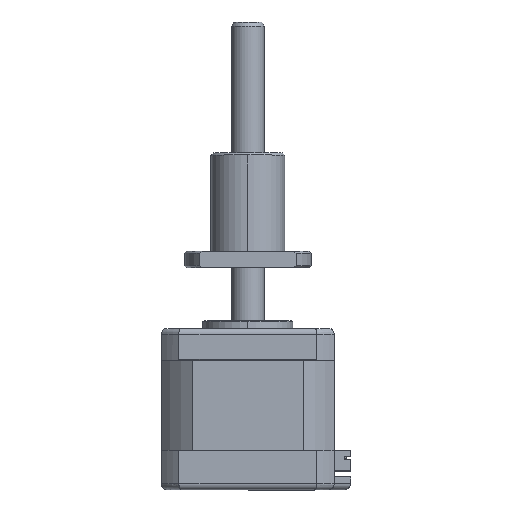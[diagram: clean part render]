
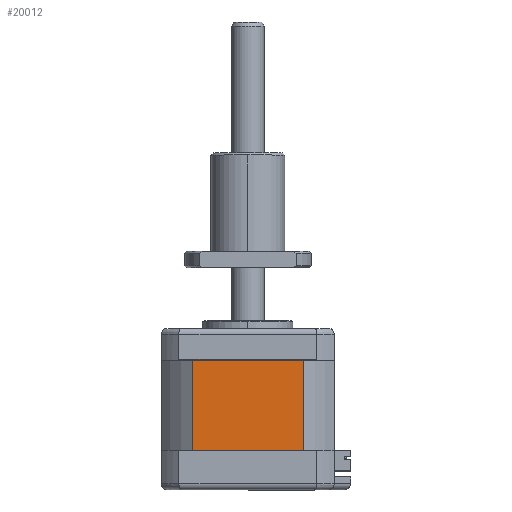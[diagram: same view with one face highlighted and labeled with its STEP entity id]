
A CAD part, top view. The second image highlights one B-rep face of the part: STEP entity #20012.
In plain terms, the highlighted planar face has unit normal (0, 0, 1).
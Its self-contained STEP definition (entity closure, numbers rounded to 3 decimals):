
#1252 = DIRECTION ( 'NONE',  ( 0., 0., -1. ) ) ;
#1402 = CARTESIAN_POINT ( 'NONE',  ( -18.303, 10.193, 37.738 ) ) ;
#2313 = CARTESIAN_POINT ( 'NONE',  ( 8.885, -11.807, 37.738 ) ) ;
#3273 = AXIS2_PLACEMENT_3D ( 'NONE', #15716, #1252, #29614 ) ;
#3414 = VECTOR ( 'NONE', #45355, 1000. ) ;
#4050 = VERTEX_POINT ( 'NONE', #45780 ) ;
#4777 = LINE ( 'NONE', #16220, #30831 ) ;
#5236 = DIRECTION ( 'NONE',  ( 0., 1., 0. ) ) ;
#6138 = EDGE_CURVE ( 'NONE', #15258, #4050, #21218, .T. ) ;
#7383 = FACE_OUTER_BOUND ( 'NONE', #43514, .T. ) ;
#7736 = EDGE_CURVE ( 'NONE', #4050, #20022, #4777, .T. ) ;
#9210 = ORIENTED_EDGE ( 'NONE', *, *, #20445, .F. ) ;
#10931 = ORIENTED_EDGE ( 'NONE', *, *, #7736, .T. ) ;
#13441 = LINE ( 'NONE', #17078, #3414 ) ;
#15258 = VERTEX_POINT ( 'NONE', #43271 ) ;
#15377 = CARTESIAN_POINT ( 'NONE',  ( -18.303, -11.807, 37.738 ) ) ;
#15661 = VECTOR ( 'NONE', #26515, 1000. ) ;
#15716 = CARTESIAN_POINT ( 'NONE',  ( 8.885, -11.807, 37.738 ) ) ;
#16220 = CARTESIAN_POINT ( 'NONE',  ( 8.885, 10.193, 37.738 ) ) ;
#17078 = CARTESIAN_POINT ( 'NONE',  ( 8.885, -11.807, 37.738 ) ) ;
#20012 = ADVANCED_FACE ( 'NONE', ( #7383 ), #32890, .F. ) ;
#20022 = VERTEX_POINT ( 'NONE', #1402 ) ;
#20445 = EDGE_CURVE ( 'NONE', #15258, #35914, #13441, .T. ) ;
#20961 = ORIENTED_EDGE ( 'NONE', *, *, #6138, .T. ) ;
#21218 = LINE ( 'NONE', #2313, #15661 ) ;
#24964 = ORIENTED_EDGE ( 'NONE', *, *, #36278, .F. ) ;
#26515 = DIRECTION ( 'NONE',  ( 0., 1., 0. ) ) ;
#29614 = DIRECTION ( 'NONE',  ( 1., 0., 0. ) ) ;
#30831 = VECTOR ( 'NONE', #40690, 1000. ) ;
#32890 = PLANE ( 'NONE',  #3273 ) ;
#35914 = VERTEX_POINT ( 'NONE', #41566 ) ;
#36278 = EDGE_CURVE ( 'NONE', #35914, #20022, #39965, .T. ) ;
#38340 = VECTOR ( 'NONE', #5236, 1000. ) ;
#39965 = LINE ( 'NONE', #15377, #38340 ) ;
#40690 = DIRECTION ( 'NONE',  ( -1., 0., 0. ) ) ;
#41566 = CARTESIAN_POINT ( 'NONE',  ( -18.303, -11.807, 37.738 ) ) ;
#43271 = CARTESIAN_POINT ( 'NONE',  ( 8.885, -11.807, 37.738 ) ) ;
#43514 = EDGE_LOOP ( 'NONE', ( #10931, #24964, #9210, #20961 ) ) ;
#45355 = DIRECTION ( 'NONE',  ( -1., 0., 0. ) ) ;
#45780 = CARTESIAN_POINT ( 'NONE',  ( 8.885, 10.193, 37.738 ) ) ;
